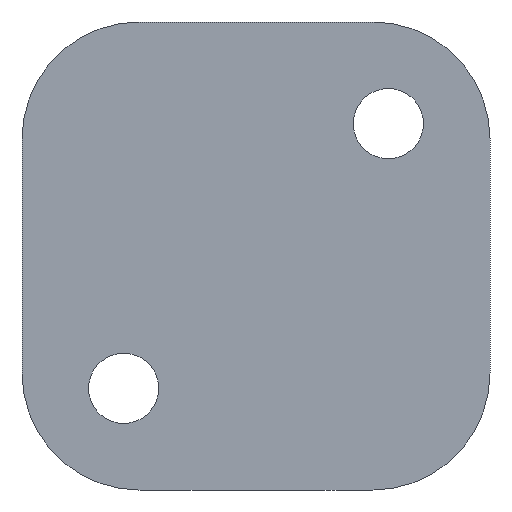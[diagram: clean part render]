
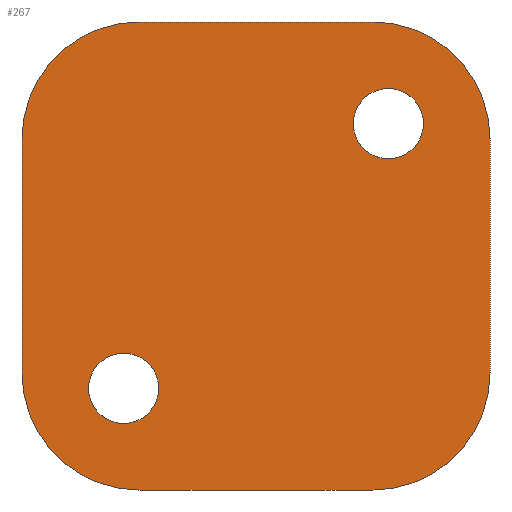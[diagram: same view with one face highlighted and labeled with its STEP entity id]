
A CAD part, front view. The second image highlights one B-rep face of the part: STEP entity #267.
In plain terms, the highlighted planar face has unit normal (0, -1, 0).
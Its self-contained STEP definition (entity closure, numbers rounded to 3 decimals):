
#27 = CARTESIAN_POINT ( 'NONE',  ( -5., 0., -10. ) ) ;
#44 = CIRCLE ( 'NONE', #890, 5. ) ;
#59 = VERTEX_POINT ( 'NONE', #435 ) ;
#74 = CARTESIAN_POINT ( 'NONE',  ( -10., 0., -10. ) ) ;
#101 = CARTESIAN_POINT ( 'NONE',  ( 5.657, 0., 4.157 ) ) ;
#154 = DIRECTION ( 'NONE',  ( 0., 0., -1. ) ) ;
#159 = VERTEX_POINT ( 'NONE', #549 ) ;
#164 = AXIS2_PLACEMENT_3D ( 'NONE', #442, #903, #668 ) ;
#169 = VECTOR ( 'NONE', #961, 1000. ) ;
#175 = VERTEX_POINT ( 'NONE', #101 ) ;
#204 = FACE_BOUND ( 'NONE', #1325, .T. ) ;
#208 = EDGE_CURVE ( 'NONE', #1089, #928, #283, .T. ) ;
#210 = DIRECTION ( 'NONE',  ( 0., 0., -1. ) ) ;
#235 = EDGE_CURVE ( 'NONE', #159, #1488, #403, .T. ) ;
#247 = DIRECTION ( 'NONE',  ( 0., 0., -1. ) ) ;
#255 = ORIENTED_EDGE ( 'NONE', *, *, #790, .F. ) ;
#267 = ADVANCED_FACE ( 'NONE', ( #204, #1025, #1002 ), #346, .T. ) ;
#279 = CARTESIAN_POINT ( 'NONE',  ( -10., 0., 10. ) ) ;
#283 = CIRCLE ( 'NONE', #1122, 5. ) ;
#287 = CARTESIAN_POINT ( 'NONE',  ( -10., 0., -5. ) ) ;
#304 = AXIS2_PLACEMENT_3D ( 'NONE', #573, #799, #558 ) ;
#324 = VERTEX_POINT ( 'NONE', #482 ) ;
#336 = AXIS2_PLACEMENT_3D ( 'NONE', #784, #772, #1265 ) ;
#337 = DIRECTION ( 'NONE',  ( 0., -1., 0. ) ) ;
#346 = PLANE ( 'NONE',  #336 ) ;
#352 = EDGE_CURVE ( 'NONE', #1488, #159, #1465, .T. ) ;
#403 = CIRCLE ( 'NONE', #164, 1.5 ) ;
#411 = ORIENTED_EDGE ( 'NONE', *, *, #575, .F. ) ;
#421 = EDGE_LOOP ( 'NONE', ( #1199, #1163, #411, #1181, #1395, #1115, #1017, #1216 ) ) ;
#435 = CARTESIAN_POINT ( 'NONE',  ( 5., 0., 10. ) ) ;
#439 = CARTESIAN_POINT ( 'NONE',  ( -5., 0., 10. ) ) ;
#442 = CARTESIAN_POINT ( 'NONE',  ( -5.657, 0., -5.657 ) ) ;
#454 = DIRECTION ( 'NONE',  ( 0., -1., 0. ) ) ;
#457 = CARTESIAN_POINT ( 'NONE',  ( -5., 0., 5. ) ) ;
#482 = CARTESIAN_POINT ( 'NONE',  ( 10., 0., 5. ) ) ;
#501 = AXIS2_PLACEMENT_3D ( 'NONE', #770, #337, #1241 ) ;
#549 = CARTESIAN_POINT ( 'NONE',  ( -5.657, 0., -4.157 ) ) ;
#558 = DIRECTION ( 'NONE',  ( 0., 0., -1. ) ) ;
#561 = CIRCLE ( 'NONE', #304, 1.5 ) ;
#573 = CARTESIAN_POINT ( 'NONE',  ( 5.657, 0., 5.657 ) ) ;
#575 = EDGE_CURVE ( 'NONE', #761, #853, #1332, .T. ) ;
#581 = CARTESIAN_POINT ( 'NONE',  ( 5., 0., -5. ) ) ;
#591 = CIRCLE ( 'NONE', #1049, 5. ) ;
#598 = LINE ( 'NONE', #845, #1351 ) ;
#646 = ORIENTED_EDGE ( 'NONE', *, *, #352, .F. ) ;
#662 = CARTESIAN_POINT ( 'NONE',  ( 5., 0., -10. ) ) ;
#667 = VERTEX_POINT ( 'NONE', #287 ) ;
#668 = DIRECTION ( 'NONE',  ( 0., 0., -1. ) ) ;
#677 = VECTOR ( 'NONE', #1316, 1000. ) ;
#682 = AXIS2_PLACEMENT_3D ( 'NONE', #709, #1280, #1177 ) ;
#709 = CARTESIAN_POINT ( 'NONE',  ( -5.657, 0., -5.657 ) ) ;
#721 = VERTEX_POINT ( 'NONE', #1221 ) ;
#727 = DIRECTION ( 'NONE',  ( 0., 0., 1. ) ) ;
#733 = CIRCLE ( 'NONE', #1027, 5. ) ;
#738 = CARTESIAN_POINT ( 'NONE',  ( -5., 0., -5. ) ) ;
#761 = VERTEX_POINT ( 'NONE', #662 ) ;
#770 = CARTESIAN_POINT ( 'NONE',  ( 5.657, 0., 5.657 ) ) ;
#772 = DIRECTION ( 'NONE',  ( 0., -1., 0. ) ) ;
#784 = CARTESIAN_POINT ( 'NONE',  ( 0., 0., 0. ) ) ;
#790 = EDGE_CURVE ( 'NONE', #175, #1073, #561, .T. ) ;
#796 = DIRECTION ( 'NONE',  ( 0., -1., 0. ) ) ;
#799 = DIRECTION ( 'NONE',  ( 0., -1., 0. ) ) ;
#845 = CARTESIAN_POINT ( 'NONE',  ( 10., 0., 10. ) ) ;
#853 = VERTEX_POINT ( 'NONE', #27 ) ;
#859 = EDGE_LOOP ( 'NONE', ( #1386, #646 ) ) ;
#890 = AXIS2_PLACEMENT_3D ( 'NONE', #1281, #1424, #154 ) ;
#903 = DIRECTION ( 'NONE',  ( 0., -1., 0. ) ) ;
#921 = DIRECTION ( 'NONE',  ( 0., 0., -1. ) ) ;
#928 = VERTEX_POINT ( 'NONE', #1405 ) ;
#947 = EDGE_CURVE ( 'NONE', #324, #721, #598, .T. ) ;
#956 = EDGE_CURVE ( 'NONE', #324, #59, #44, .T. ) ;
#961 = DIRECTION ( 'NONE',  ( 1., 0., 0. ) ) ;
#1002 = FACE_OUTER_BOUND ( 'NONE', #421, .T. ) ;
#1013 = DIRECTION ( 'NONE',  ( 0., 0., -1. ) ) ;
#1017 = ORIENTED_EDGE ( 'NONE', *, *, #1298, .F. ) ;
#1025 = FACE_BOUND ( 'NONE', #859, .T. ) ;
#1027 = AXIS2_PLACEMENT_3D ( 'NONE', #581, #454, #921 ) ;
#1049 = AXIS2_PLACEMENT_3D ( 'NONE', #738, #1211, #210 ) ;
#1062 = ORIENTED_EDGE ( 'NONE', *, *, #1116, .F. ) ;
#1073 = VERTEX_POINT ( 'NONE', #1438 ) ;
#1089 = VERTEX_POINT ( 'NONE', #439 ) ;
#1105 = CARTESIAN_POINT ( 'NONE',  ( -5.657, 0., -7.157 ) ) ;
#1112 = EDGE_CURVE ( 'NONE', #667, #853, #591, .T. ) ;
#1115 = ORIENTED_EDGE ( 'NONE', *, *, #956, .T. ) ;
#1116 = EDGE_CURVE ( 'NONE', #1073, #175, #1153, .T. ) ;
#1122 = AXIS2_PLACEMENT_3D ( 'NONE', #457, #796, #1013 ) ;
#1153 = CIRCLE ( 'NONE', #501, 1.5 ) ;
#1163 = ORIENTED_EDGE ( 'NONE', *, *, #1112, .T. ) ;
#1177 = DIRECTION ( 'NONE',  ( 0., 0., -1. ) ) ;
#1180 = LINE ( 'NONE', #1293, #169 ) ;
#1181 = ORIENTED_EDGE ( 'NONE', *, *, #1233, .T. ) ;
#1199 = ORIENTED_EDGE ( 'NONE', *, *, #1415, .F. ) ;
#1211 = DIRECTION ( 'NONE',  ( 0., -1., 0. ) ) ;
#1216 = ORIENTED_EDGE ( 'NONE', *, *, #208, .T. ) ;
#1221 = CARTESIAN_POINT ( 'NONE',  ( 10., 0., -5. ) ) ;
#1233 = EDGE_CURVE ( 'NONE', #761, #721, #733, .T. ) ;
#1241 = DIRECTION ( 'NONE',  ( 0., 0., -1. ) ) ;
#1265 = DIRECTION ( 'NONE',  ( 0., 0., -1. ) ) ;
#1280 = DIRECTION ( 'NONE',  ( 0., -1., 0. ) ) ;
#1281 = CARTESIAN_POINT ( 'NONE',  ( 5., 0., 5. ) ) ;
#1293 = CARTESIAN_POINT ( 'NONE',  ( -10., 0., 10. ) ) ;
#1298 = EDGE_CURVE ( 'NONE', #1089, #59, #1180, .T. ) ;
#1316 = DIRECTION ( 'NONE',  ( -1., 0., 0. ) ) ;
#1325 = EDGE_LOOP ( 'NONE', ( #1062, #255 ) ) ;
#1332 = LINE ( 'NONE', #74, #677 ) ;
#1351 = VECTOR ( 'NONE', #247, 1000. ) ;
#1386 = ORIENTED_EDGE ( 'NONE', *, *, #235, .F. ) ;
#1395 = ORIENTED_EDGE ( 'NONE', *, *, #947, .F. ) ;
#1399 = VECTOR ( 'NONE', #727, 1000. ) ;
#1405 = CARTESIAN_POINT ( 'NONE',  ( -10., 0., 5. ) ) ;
#1415 = EDGE_CURVE ( 'NONE', #667, #928, #1419, .T. ) ;
#1419 = LINE ( 'NONE', #279, #1399 ) ;
#1424 = DIRECTION ( 'NONE',  ( 0., -1., 0. ) ) ;
#1438 = CARTESIAN_POINT ( 'NONE',  ( 5.657, 0., 7.157 ) ) ;
#1465 = CIRCLE ( 'NONE', #682, 1.5 ) ;
#1488 = VERTEX_POINT ( 'NONE', #1105 ) ;
